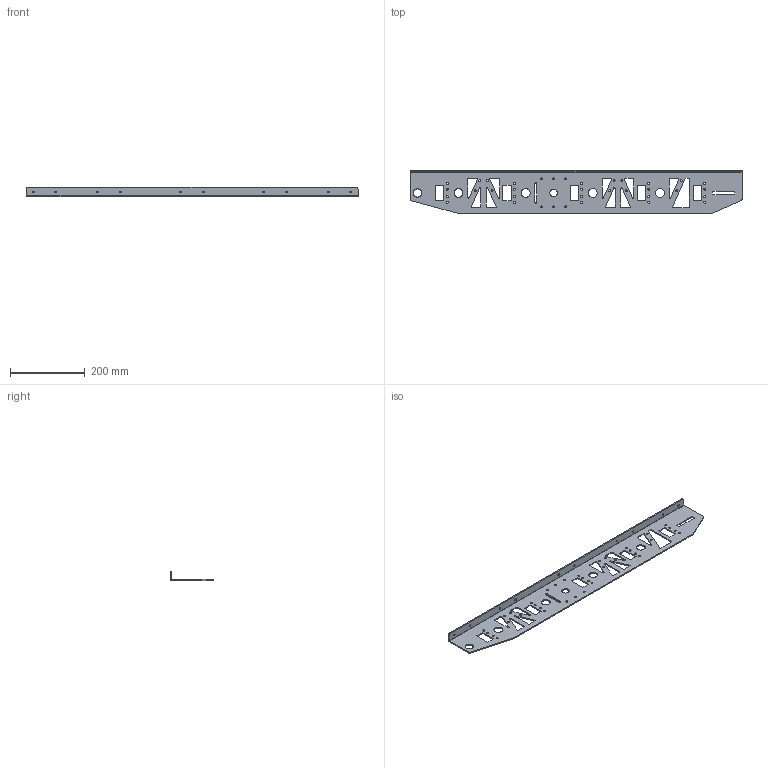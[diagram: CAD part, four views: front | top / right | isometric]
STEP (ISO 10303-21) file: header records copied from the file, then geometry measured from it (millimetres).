
FILE_DESCRIPTION (( 'STEP AP214' ), '1' );
FILE_NAME ('left_inner_chassis_side_plate.STEP', '2024-04-16T17:14:11', ( '' ), ( '' ), 'SwSTEP 2.0', 'SolidWorks 2022', '' );
FILE_SCHEMA (( 'AUTOMOTIVE_DESIGN' ));
Length unit declared in the file: millimetre
Products named in the file (1): left_inner_chassis_side_plate
Bounding box: 890 x 115 x 25 mm (x, y, z)
Volume: 313459.7 mm3; surface area: 215055.9 mm2
Topology: 1 solids, 1 shells, 223 faces, 655 edges, 434 vertices
Faces by surface type: cylinder 152, plane 71
Entity records: 7859 total; most frequent: DIRECTION 1407, CARTESIAN_POINT 1313, ORIENTED_EDGE 1310, EDGE_CURVE 655, AXIS2_PLACEMENT_3D 528, VERTEX_POINT 434, EDGE_LOOP 361, VECTOR 351
